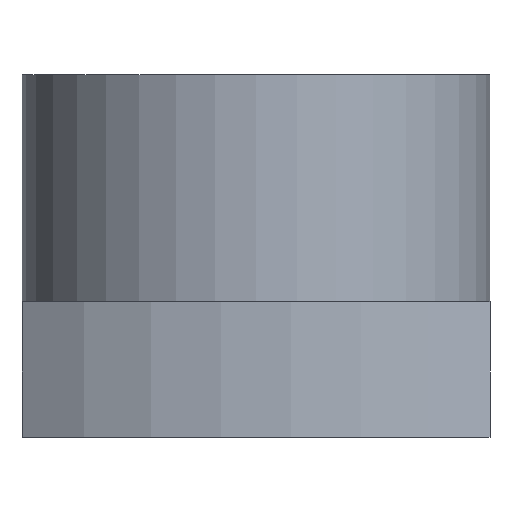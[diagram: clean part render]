
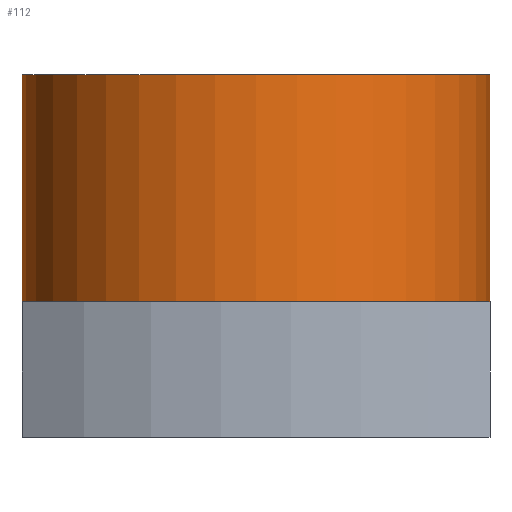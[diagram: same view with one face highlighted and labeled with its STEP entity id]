
A CAD part, front view. The second image highlights one B-rep face of the part: STEP entity #112.
In plain terms, the highlighted cylindrical face has radius 10 mm (diameter 20 mm), a partial arc.
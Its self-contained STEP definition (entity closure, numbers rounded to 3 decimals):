
#112=ADVANCED_FACE('',(#281),#282,.T.);
#116=EDGE_CURVE('',#146,#132,#286,.T.);
#132=VERTEX_POINT('',#305);
#138=VERTEX_POINT('',#311);
#140=EDGE_CURVE('',#146,#138,#313,.T.);
#142=VERTEX_POINT('',#315);
#146=VERTEX_POINT('',#320);
#216=EDGE_CURVE('',#142,#138,#402,.T.);
#250=EDGE_CURVE('',#132,#142,#438,.T.);
#281=FACE_OUTER_BOUND('',#463,.T.);
#282=CYLINDRICAL_SURFACE('',#464,10.0);
#286=LINE('',#471,#472);
#305=CARTESIAN_POINT('',(10.,0.,0.));
#311=CARTESIAN_POINT('',(-10.0,0.,9.7));
#313=CIRCLE('',#504,10.0);
#315=CARTESIAN_POINT('',(-10.,0.,0.));
#320=CARTESIAN_POINT('',(10.,0.,9.7));
#402=LINE('',#613,#614);
#438=CIRCLE('',#669,10.0);
#463=EDGE_LOOP('',(#687,#688,#689,#690));
#464=AXIS2_PLACEMENT_3D('',#691,#692,#693);
#471=CARTESIAN_POINT('',(10.,0.,4.85));
#472=VECTOR('',#695,1.0);
#504=AXIS2_PLACEMENT_3D('',#727,#728,#729);
#613=CARTESIAN_POINT('',(-10.0,0.,4.85));
#614=VECTOR('',#853,1.0);
#669=AXIS2_PLACEMENT_3D('',#881,#882,#883);
#687=ORIENTED_EDGE('',*,*,#116,.F.);
#688=ORIENTED_EDGE('',*,*,#140,.T.);
#689=ORIENTED_EDGE('',*,*,#216,.F.);
#690=ORIENTED_EDGE('',*,*,#250,.F.);
#691=CARTESIAN_POINT('',(0.,0.,4.85));
#692=DIRECTION('',(-0.0,-0.0,1.0));
#693=DIRECTION('',(1.0,0.,0.0));
#695=DIRECTION('',(0.0,0.0,-1.0));
#727=CARTESIAN_POINT('',(0.,0.,9.7));
#728=DIRECTION('',(0.0,0.0,-1.0));
#729=DIRECTION('',(1.0,0.,0.0));
#853=DIRECTION('',(-0.0,-0.0,1.0));
#881=CARTESIAN_POINT('',(0.,0.,0.));
#882=DIRECTION('',(0.0,0.0,-1.0));
#883=DIRECTION('',(1.0,0.,0.0));
